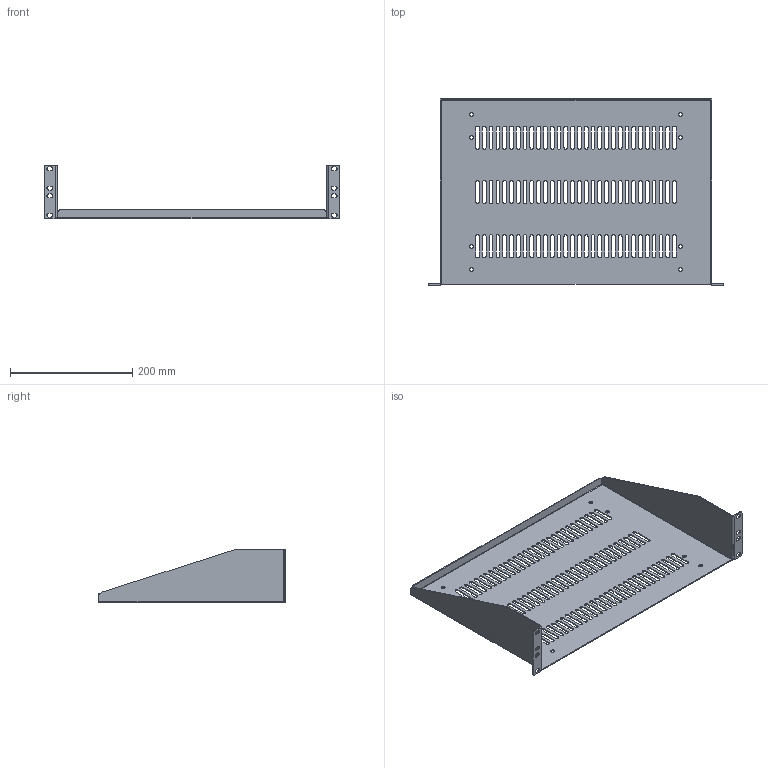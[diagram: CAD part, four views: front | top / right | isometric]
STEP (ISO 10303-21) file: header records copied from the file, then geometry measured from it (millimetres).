
FILE_DESCRIPTION (( 'STEP AP203' ), '1' );
FILE_NAME ('RASV190312BK1.step', '2020-11-12T15:55:24', ( 'ADC123' ), ( 'Microsoft' ), 'SwSTEP 2.0', 'SolidWorks 2019', '' );
FILE_SCHEMA (( 'CONFIG_CONTROL_DESIGN' ));
Length unit declared in the file: inch
Products named in the file (1): RASV190312BK1
Bounding box: 482.75 x 304.8 x 88.09 mm (x, y, z)
Volume: 290954.8 mm3; surface area: 335886.2 mm2
Topology: 1 solids, 1 shells, 456 faces, 1346 edges, 892 vertices
Faces by surface type: plane 236, cylinder 220
Full cylindrical faces by diameter (mm): 6.35 x8
Entity records: 15765 total; most frequent: DIRECTION 2692, CARTESIAN_POINT 2687, ORIENTED_EDGE 2676, EDGE_CURVE 1338, LINE 898, VECTOR 898, AXIS2_PLACEMENT_3D 897, VERTEX_POINT 892
